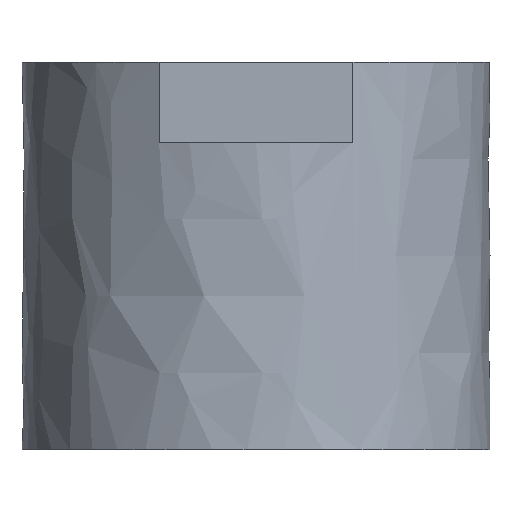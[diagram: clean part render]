
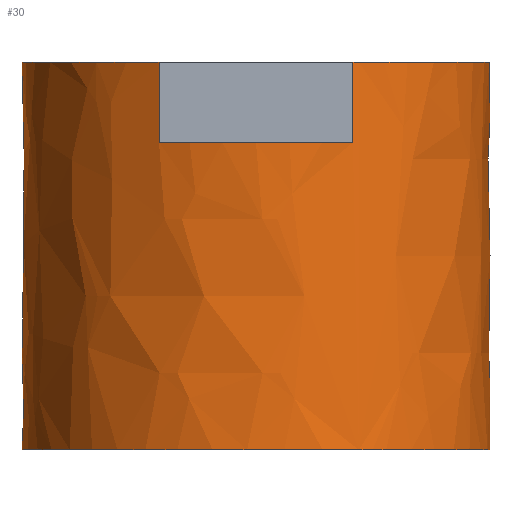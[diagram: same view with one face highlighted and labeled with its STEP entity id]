
A CAD part, left-side view. The second image highlights one B-rep face of the part: STEP entity #30.
In plain terms, the highlighted free-form (B-spline) face has degree [2, 1] with [13, 2] control points.
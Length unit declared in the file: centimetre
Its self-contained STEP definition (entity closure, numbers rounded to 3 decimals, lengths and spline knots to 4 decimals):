
#30=ADVANCED_FACE('',(#40),#136,.T.);
#40=FACE_OUTER_BOUND('',#50,.T.);
#50=EDGE_LOOP('',(#76,#77,#78,#79,#80,#81,#82,#83));
#76=ORIENTED_EDGE('',*,*,#99,.F.);
#77=ORIENTED_EDGE('',*,*,#98,.T.);
#78=ORIENTED_EDGE('',*,*,#95,.F.);
#79=ORIENTED_EDGE('',*,*,#100,.T.);
#80=ORIENTED_EDGE('',*,*,#96,.F.);
#81=ORIENTED_EDGE('',*,*,#101,.T.);
#82=ORIENTED_EDGE('',*,*,#99,.T.);
#83=ORIENTED_EDGE('',*,*,#103,.F.);
#95=EDGE_CURVE('',#133,#126,#121,.T.);
#96=EDGE_CURVE('',#129,#134,#122,.T.);
#98=EDGE_CURVE('',#130,#126,#106,.T.);
#99=EDGE_CURVE('',#130,#124,#107,.T.);
#100=EDGE_CURVE('',#133,#134,#108,.T.);
#101=EDGE_CURVE('',#129,#130,#109,.T.);
#103=EDGE_CURVE('',#124,#124,#111,.T.);
#106=(
BOUNDED_CURVE()
B_SPLINE_CURVE(2,(#264,#265,#266),.UNSPECIFIED.,.F.,.F.)
B_SPLINE_CURVE_WITH_KNOTS((3,3),(-35.7149,-35.6177),
 .UNSPECIFIED.)
CURVE()
GEOMETRIC_REPRESENTATION_ITEM()
RATIONAL_B_SPLINE_CURVE((1.,1.,1.))
REPRESENTATION_ITEM('')
);
#107=(
BOUNDED_CURVE()
B_SPLINE_CURVE(1,(#267,#268),.UNSPECIFIED.,.F.,.F.)
B_SPLINE_CURVE_WITH_KNOTS((2,2),(-1.2,4.6),.UNSPECIFIED.)
CURVE()
GEOMETRIC_REPRESENTATION_ITEM()
RATIONAL_B_SPLINE_CURVE((1.,1.))
REPRESENTATION_ITEM('')
);
#108=(
BOUNDED_CURVE()
B_SPLINE_CURVE(2,(#269,#270,#271),.UNSPECIFIED.,.F.,.F.)
B_SPLINE_CURVE_WITH_KNOTS((3,3),(-35.6177,-32.4352),
 .UNSPECIFIED.)
CURVE()
GEOMETRIC_REPRESENTATION_ITEM()
RATIONAL_B_SPLINE_CURVE((1.,0.91,1.))
REPRESENTATION_ITEM('')
);
#109=(
BOUNDED_CURVE()
B_SPLINE_CURVE(2,(#272,#273,#274,#275,#276,#277,#278,#279,#280,#281,#282),
 .UNSPECIFIED.,.F.,.F.)
B_SPLINE_CURVE_WITH_KNOTS((3,2,2,2,2,3),(-32.4352,-32.337,
-28.2743,-22.6195,-16.9646,-13.0954),
 .UNSPECIFIED.)
CURVE()
GEOMETRIC_REPRESENTATION_ITEM()
RATIONAL_B_SPLINE_CURVE((1.,0.939,0.882,0.79,
1.,0.707,1.,0.707,1.,0.856,1.))
REPRESENTATION_ITEM('')
);
#111=(
BOUNDED_CURVE()
B_SPLINE_CURVE(2,(#292,#293,#294,#295,#296,#297,#298,#299,#300,#301,#302,
#303,#304),.UNSPECIFIED.,.T.,.F.)
B_SPLINE_CURVE_WITH_KNOTS((3,2,2,2,2,2,3),(-35.7149,-33.9292,
-32.337,-28.2743,-22.6195,-16.9646,
-13.0954),.UNSPECIFIED.)
CURVE()
GEOMETRIC_REPRESENTATION_ITEM()
RATIONAL_B_SPLINE_CURVE((1.,0.971,1.,0.918,0.882,
0.79,1.,0.707,1.,0.707,1.,0.856,
1.))
REPRESENTATION_ITEM('')
);
#121=B_SPLINE_CURVE_WITH_KNOTS('',1,(#258,#259),.UNSPECIFIED.,.F.,.F.,(2,
2),(0.,1.3),.UNSPECIFIED.);
#122=B_SPLINE_CURVE_WITH_KNOTS('',1,(#260,#261),.UNSPECIFIED.,.F.,.F.,(2,
2),(-1.3,0.),.UNSPECIFIED.);
#124=VERTEX_POINT('',#232);
#126=VERTEX_POINT('',#234);
#129=VERTEX_POINT('',#237);
#130=VERTEX_POINT('',#238);
#133=VERTEX_POINT('',#241);
#134=VERTEX_POINT('',#242);
#136=(
BOUNDED_SURFACE()
B_SPLINE_SURFACE(2,1,((#188,#189),(#190,#191),(#192,#193),(#194,#195),(#196,
#197),(#198,#199),(#200,#201),(#202,#203),(#204,#205),(#206,#207),(#208,
#209),(#210,#211),(#212,#213)),.UNSPECIFIED.,.T.,.F.,.F.)
B_SPLINE_SURFACE_WITH_KNOTS((3,2,2,2,2,2,3),(2,2),(-35.7149,-33.9292,
-32.337,-28.2743,-22.6195,-16.9646,
-13.0954),(-1.2,7.),.UNSPECIFIED.)
GEOMETRIC_REPRESENTATION_ITEM()
RATIONAL_B_SPLINE_SURFACE(((0.873,0.873),(0.908,
0.908),(1.,1.),(0.918,0.918),(0.882,
0.882),(0.79,0.79),(1.,1.),(0.707,
0.707),(1.,1.),(0.707,0.707),(1.,1.),
(0.8,0.8),(0.873,0.873)))
REPRESENTATION_ITEM('')
SURFACE()
);
#188=CARTESIAN_POINT('',(-3.144,16.4621,1.3));
#189=CARTESIAN_POINT('',(-3.144,16.4621,-6.9));
#190=CARTESIAN_POINT('',(-3.5224,17.2357,1.3));
#191=CARTESIAN_POINT('',(-3.5224,17.2357,-6.9));
#192=CARTESIAN_POINT('',(-3.4987,18.0965,1.3));
#193=CARTESIAN_POINT('',(-3.4987,18.0965,-6.9));
#194=CARTESIAN_POINT('',(-3.4777,18.8557,1.3));
#195=CARTESIAN_POINT('',(-3.4777,18.8557,-6.9));
#196=CARTESIAN_POINT('',(-3.144,19.5379,1.3));
#197=CARTESIAN_POINT('',(-3.144,19.5379,-6.9));
#198=CARTESIAN_POINT('',(-2.1545,21.5608,1.3));
#199=CARTESIAN_POINT('',(-2.1545,21.5608,-6.9));
#200=CARTESIAN_POINT('',(0.0965,21.4987,1.3));
#201=CARTESIAN_POINT('',(0.0965,21.4987,-6.9));
#202=CARTESIAN_POINT('',(3.5952,21.4021,1.3));
#203=CARTESIAN_POINT('',(3.5952,21.4021,-6.9));
#204=CARTESIAN_POINT('',(3.4987,17.9035,1.3));
#205=CARTESIAN_POINT('',(3.4987,17.9035,-6.9));
#206=CARTESIAN_POINT('',(3.4021,14.4048,1.3));
#207=CARTESIAN_POINT('',(3.4021,14.4048,-6.9));
#208=CARTESIAN_POINT('',(-0.0965,14.5013,1.3));
#209=CARTESIAN_POINT('',(-0.0965,14.5013,-6.9));
#210=CARTESIAN_POINT('',(-2.2135,14.5597,1.3));
#211=CARTESIAN_POINT('',(-2.2135,14.5597,-6.9));
#212=CARTESIAN_POINT('',(-3.144,16.4621,1.3));
#213=CARTESIAN_POINT('',(-3.144,16.4621,-6.9));
#232=CARTESIAN_POINT('',(-3.144,16.4621,-4.5));
#234=CARTESIAN_POINT('',(-3.1855,16.55,1.3));
#237=CARTESIAN_POINT('',(-3.1855,19.45,1.3));
#238=CARTESIAN_POINT('',(-3.144,16.4621,1.3));
#241=CARTESIAN_POINT('',(-3.1855,16.55,0.1));
#242=CARTESIAN_POINT('',(-3.1855,19.45,0.1));
#258=CARTESIAN_POINT('',(-3.1855,16.55,0.1));
#259=CARTESIAN_POINT('',(-3.1855,16.55,1.3));
#260=CARTESIAN_POINT('',(-3.1855,19.45,1.3));
#261=CARTESIAN_POINT('',(-3.1855,19.45,0.1));
#264=CARTESIAN_POINT('',(-3.144,16.4621,1.3));
#265=CARTESIAN_POINT('',(-3.1654,16.5058,1.3));
#266=CARTESIAN_POINT('',(-3.1855,16.55,1.3));
#267=CARTESIAN_POINT('',(-3.144,16.4621,1.3));
#268=CARTESIAN_POINT('',(-3.144,16.4621,-4.5));
#269=CARTESIAN_POINT('',(-3.1855,16.55,0.1));
#270=CARTESIAN_POINT('',(-3.8455,18.,0.1));
#271=CARTESIAN_POINT('',(-3.1855,19.45,0.1));
#272=CARTESIAN_POINT('',(-3.1855,19.45,1.3));
#273=CARTESIAN_POINT('',(-3.1654,19.4942,1.3));
#274=CARTESIAN_POINT('',(-3.144,19.5379,1.3));
#275=CARTESIAN_POINT('',(-2.1545,21.5608,1.3));
#276=CARTESIAN_POINT('',(0.0965,21.4987,1.3));
#277=CARTESIAN_POINT('',(3.5952,21.4021,1.3));
#278=CARTESIAN_POINT('',(3.4987,17.9035,1.3));
#279=CARTESIAN_POINT('',(3.4021,14.4048,1.3));
#280=CARTESIAN_POINT('',(-0.0965,14.5013,1.3));
#281=CARTESIAN_POINT('',(-2.2135,14.5597,1.3));
#282=CARTESIAN_POINT('',(-3.144,16.4621,1.3));
#292=CARTESIAN_POINT('',(-3.144,16.4621,-4.5));
#293=CARTESIAN_POINT('',(-3.5224,17.2357,-4.5));
#294=CARTESIAN_POINT('',(-3.4987,18.0965,-4.5));
#295=CARTESIAN_POINT('',(-3.4777,18.8557,-4.5));
#296=CARTESIAN_POINT('',(-3.144,19.5379,-4.5));
#297=CARTESIAN_POINT('',(-2.1545,21.5608,-4.5));
#298=CARTESIAN_POINT('',(0.0965,21.4987,-4.5));
#299=CARTESIAN_POINT('',(3.5952,21.4021,-4.5));
#300=CARTESIAN_POINT('',(3.4987,17.9035,-4.5));
#301=CARTESIAN_POINT('',(3.4021,14.4048,-4.5));
#302=CARTESIAN_POINT('',(-0.0965,14.5013,-4.5));
#303=CARTESIAN_POINT('',(-2.2135,14.5597,-4.5));
#304=CARTESIAN_POINT('',(-3.144,16.4621,-4.5));
